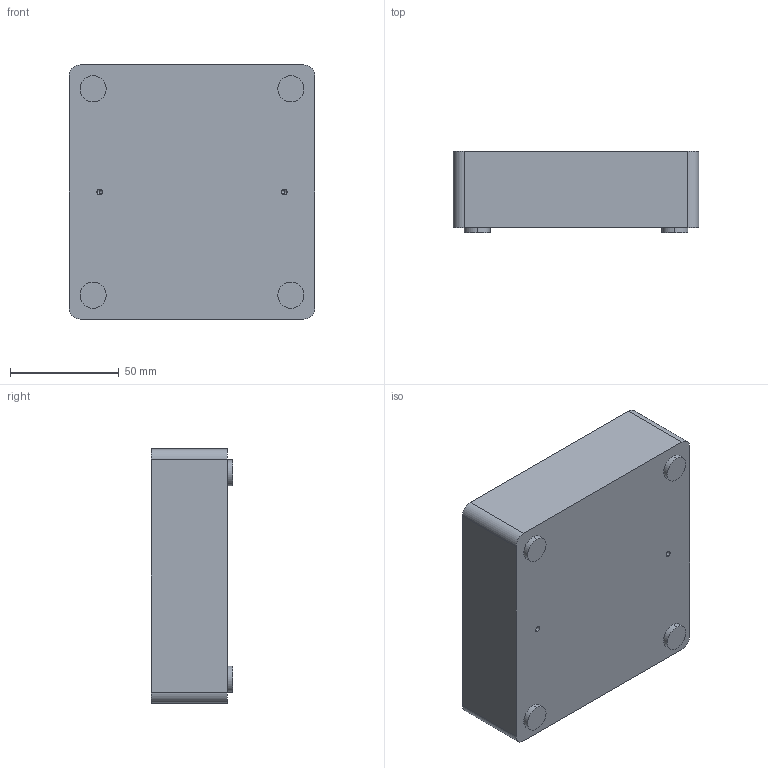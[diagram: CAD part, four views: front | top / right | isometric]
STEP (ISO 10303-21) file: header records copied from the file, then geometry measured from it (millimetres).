
FILE_DESCRIPTION (( 'STEP AP214' ), '1' );
FILE_NAME ('Intel_Nuc.STEP', '2014-12-10T18:34:57', ( '' ), ( '' ), 'SwSTEP 2.0', 'SolidWorks 2015', '' );
FILE_SCHEMA (( 'AUTOMOTIVE_DESIGN' ));
Length unit declared in the file: millimetre
Products named in the file (1): Intel_Nuc
Bounding box: 113 x 37.5 x 117 mm (x, y, z)
Volume: 453866.2 mm3; surface area: 46302.1 mm2
Topology: 1 solids, 1 shells, 71 faces, 164 edges, 106 vertices
Faces by surface type: plane 47, cylinder 20, cone 4
Entity records: 2155 total; most frequent: DIRECTION 344, CARTESIAN_POINT 338, ORIENTED_EDGE 320, EDGE_CURVE 160, LINE 120, VECTOR 120, AXIS2_PLACEMENT_3D 112, VERTEX_POINT 106
